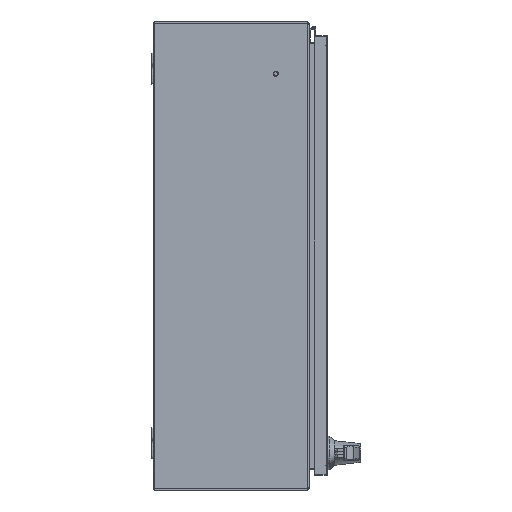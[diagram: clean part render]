
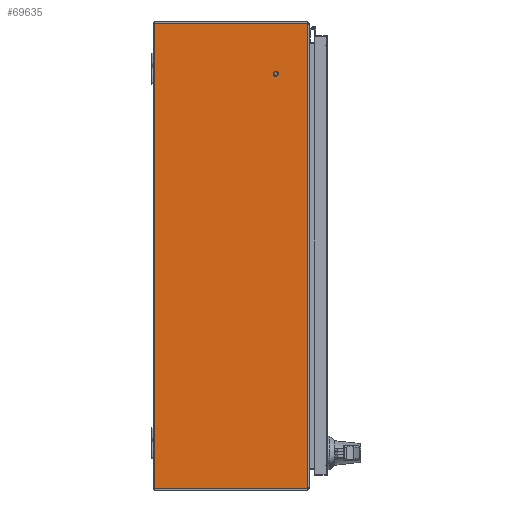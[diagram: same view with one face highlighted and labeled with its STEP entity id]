
A CAD part, front view. The second image highlights one B-rep face of the part: STEP entity #69635.
In plain terms, the highlighted face is planar.
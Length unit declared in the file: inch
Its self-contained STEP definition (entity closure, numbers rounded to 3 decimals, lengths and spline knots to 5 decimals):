
#896 = DIRECTION ( 'NONE',  ( 0., 0., 1. ) ) ;
#3412 = DIRECTION ( 'NONE',  ( 1., 0., 0. ) ) ;
#3728 = CARTESIAN_POINT ( 'NONE',  ( 14.92789, -0.108, -18. ) ) ;
#4281 = FACE_OUTER_BOUND ( 'NONE', #6264, .T. ) ;
#5154 = CARTESIAN_POINT ( 'NONE',  ( 14.92214, -9.892, -18. ) ) ;
#5524 = CARTESIAN_POINT ( 'NONE',  ( -104.406, -0.108, -18. ) ) ;
#6264 = EDGE_LOOP ( 'NONE', ( #35894, #81857, #108698, #93073, #97764, #34376 ) ) ;
#6415 = CIRCLE ( 'NONE', #67727, 0.1 ) ;
#8006 = LINE ( 'NONE', #44492, #82535 ) ;
#9366 = VECTOR ( 'NONE', #102637, 39.37008 ) ;
#10785 = CARTESIAN_POINT ( 'NONE',  ( -14.92789, -0.108, -18. ) ) ;
#10872 = VECTOR ( 'NONE', #21744, 39.37008 ) ;
#15907 = CIRCLE ( 'NONE', #88151, 0.1 ) ;
#16468 = EDGE_CURVE ( 'NONE', #85980, #63347, #104645, .T. ) ;
#21617 = CARTESIAN_POINT ( 'NONE',  ( 14.92789, -9.85858, -18. ) ) ;
#21744 = DIRECTION ( 'NONE',  ( 0., -1., 0. ) ) ;
#26647 = DIRECTION ( 'NONE',  ( 1., 0., 0. ) ) ;
#27259 = EDGE_CURVE ( 'NONE', #85980, #91763, #32848, .T. ) ;
#27334 = EDGE_CURVE ( 'NONE', #44251, #63347, #6415, .T. ) ;
#32847 = EDGE_CURVE ( 'NONE', #80638, #89698, #15907, .T. ) ;
#32848 = LINE ( 'NONE', #5524, #9366 ) ;
#34376 = ORIENTED_EDGE ( 'NONE', *, *, #16468, .T. ) ;
#34583 = CARTESIAN_POINT ( 'NONE',  ( -14.82789, -9.85858, -18. ) ) ;
#35894 = ORIENTED_EDGE ( 'NONE', *, *, #27334, .F. ) ;
#36448 = DIRECTION ( 'NONE',  ( 0., -1., 0. ) ) ;
#38193 = EDGE_CURVE ( 'NONE', #89698, #44251, #80578, .T. ) ;
#44251 = VERTEX_POINT ( 'NONE', #5154 ) ;
#44492 = CARTESIAN_POINT ( 'NONE',  ( -14.92789, 39.37008, -18. ) ) ;
#47223 = CARTESIAN_POINT ( 'NONE',  ( -14.92789, -9.85858, -18. ) ) ;
#48788 = PLANE ( 'NONE',  #105843 ) ;
#50315 = CARTESIAN_POINT ( 'NONE',  ( -104.406, 0., -18. ) ) ;
#55571 = CARTESIAN_POINT ( 'NONE',  ( 14.92789, 39.37008, -18. ) ) ;
#61982 = CARTESIAN_POINT ( 'NONE',  ( 14.82789, -9.85858, -18. ) ) ;
#63347 = VERTEX_POINT ( 'NONE', #21617 ) ;
#67670 = DIRECTION ( 'NONE',  ( 0., 0., 1. ) ) ;
#67727 = AXIS2_PLACEMENT_3D ( 'NONE', #61982, #896, #26647 ) ;
#69635 = ADVANCED_FACE ( 'NONE', ( #4281 ), #48788, .F. ) ;
#75829 = DIRECTION ( 'NONE',  ( 1., 0., 0. ) ) ;
#78194 = EDGE_CURVE ( 'NONE', #91763, #80638, #8006, .T. ) ;
#80578 = LINE ( 'NONE', #110088, #97154 ) ;
#80638 = VERTEX_POINT ( 'NONE', #47223 ) ;
#81857 = ORIENTED_EDGE ( 'NONE', *, *, #38193, .F. ) ;
#82535 = VECTOR ( 'NONE', #36448, 39.37008 ) ;
#85980 = VERTEX_POINT ( 'NONE', #3728 ) ;
#88151 = AXIS2_PLACEMENT_3D ( 'NONE', #34583, #94694, #104710 ) ;
#89698 = VERTEX_POINT ( 'NONE', #113469 ) ;
#91763 = VERTEX_POINT ( 'NONE', #10785 ) ;
#93073 = ORIENTED_EDGE ( 'NONE', *, *, #78194, .F. ) ;
#94694 = DIRECTION ( 'NONE',  ( 0., 0., 1. ) ) ;
#97154 = VECTOR ( 'NONE', #3412, 39.37008 ) ;
#97764 = ORIENTED_EDGE ( 'NONE', *, *, #27259, .F. ) ;
#102637 = DIRECTION ( 'NONE',  ( -1., 0., 0. ) ) ;
#104645 = LINE ( 'NONE', #55571, #10872 ) ;
#104710 = DIRECTION ( 'NONE',  ( -1., 0., 0. ) ) ;
#105843 = AXIS2_PLACEMENT_3D ( 'NONE', #50315, #67670, #75829 ) ;
#108698 = ORIENTED_EDGE ( 'NONE', *, *, #32847, .F. ) ;
#110088 = CARTESIAN_POINT ( 'NONE',  ( -104.406, -9.892, -18. ) ) ;
#113469 = CARTESIAN_POINT ( 'NONE',  ( -14.92214, -9.892, -18. ) ) ;
